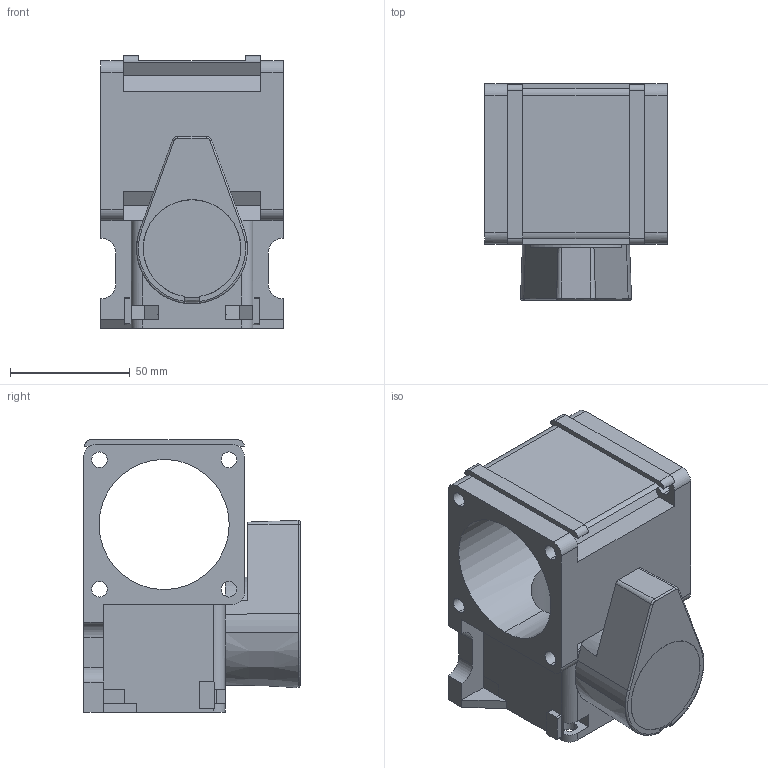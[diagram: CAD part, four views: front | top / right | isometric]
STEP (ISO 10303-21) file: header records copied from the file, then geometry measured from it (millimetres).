
FILE_DESCRIPTION (( 'STEP AP203' ), '1' );
FILE_NAME ('SS-1000-BR.step', '2024-08-21T11:28:20', ( '' ), ( '' ), 'SwSTEP 2.0', 'SolidWorks 2023', '' );
FILE_SCHEMA (( 'CONFIG_CONTROL_DESIGN' ));
Length unit declared in the file: inch
Products named in the file (1): SS-1000-BR
Bounding box: 76.2 x 90.09 x 113.48 mm (x, y, z)
Volume: 237345.9 mm3; surface area: 80570.6 mm2
Topology: 3 solids, 3 shells, 236 faces, 668 edges, 436 vertices
Faces by surface type: plane 127, cylinder 93, bspline 9, cone 7
Entity records: 8226 total; most frequent: CARTESIAN_POINT 1874, ORIENTED_EDGE 1336, DIRECTION 1301, EDGE_CURVE 668, AXIS2_PLACEMENT_3D 443, VERTEX_POINT 436, VECTOR 415, LINE 415
